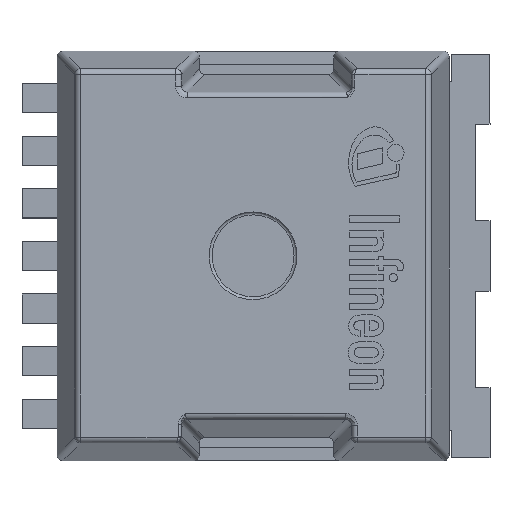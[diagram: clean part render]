
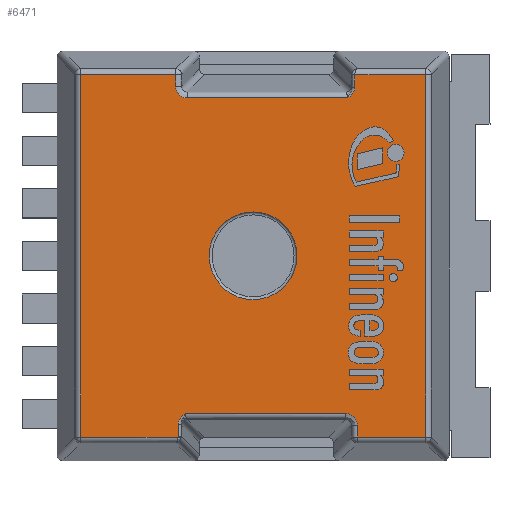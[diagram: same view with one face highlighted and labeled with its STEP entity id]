
A CAD part, top view. The second image highlights one B-rep face of the part: STEP entity #6471.
In plain terms, the highlighted planar face has unit normal (0, 0, 1).
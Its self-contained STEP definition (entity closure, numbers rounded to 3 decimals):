
#36=B_SPLINE_CURVE_WITH_KNOTS('',3,(#10327,#10328,#10329,#10330,#10331,
#10332,#10333,#10334),.UNSPECIFIED.,.F.,.F.,(4,2,1,1,4),(-0.001,
0.,0.093,0.14,0.233),
 .UNSPECIFIED.);
#37=B_SPLINE_CURVE_WITH_KNOTS('',3,(#10352,#10353,#10354,#10355,#10356,
#10357,#10358,#10359),.UNSPECIFIED.,.F.,.F.,(4,2,1,1,4),(-0.001,
0.,0.093,0.14,0.233),
 .UNSPECIFIED.);
#62=ELLIPSE('',#6883,0.052,0.05);
#63=ELLIPSE('',#6888,0.206,0.2);
#64=ELLIPSE('',#6889,0.052,0.05);
#65=ELLIPSE('',#6890,0.206,0.2);
#103=FACE_BOUND('',#919,.T.);
#114=CIRCLE('',#6877,0.75);
#522=FACE_OUTER_BOUND('',#918,.T.);
#918=EDGE_LOOP('',(#4947,#4948,#4949,#4950,#4951,#4952,#4953,#4954,#4955,
#4956,#4957,#4958,#4959,#4960,#4961,#4962,#4963,#4964));
#919=EDGE_LOOP('',(#4965));
#1517=LINE('',#10319,#2268);
#1519=LINE('',#10325,#2270);
#1520=LINE('',#10336,#2271);
#1521=LINE('',#10340,#2272);
#1522=LINE('',#10342,#2273);
#1523=LINE('',#10344,#2274);
#1524=LINE('',#10346,#2275);
#1525=LINE('',#10350,#2276);
#1526=LINE('',#10361,#2277);
#1527=LINE('',#10365,#2278);
#1528=LINE('',#10367,#2279);
#1529=LINE('',#10368,#2280);
#2268=VECTOR('',#7912,1.);
#2270=VECTOR('',#7918,1.);
#2271=VECTOR('',#7919,1.);
#2272=VECTOR('',#7922,1.);
#2273=VECTOR('',#7923,1.);
#2274=VECTOR('',#7924,1.);
#2275=VECTOR('',#7925,1.);
#2276=VECTOR('',#7928,1.);
#2277=VECTOR('',#7929,1.);
#2278=VECTOR('',#7932,1.);
#2279=VECTOR('',#7933,1.);
#2280=VECTOR('',#7934,1.);
#2953=VERTEX_POINT('',#10258);
#2955=VERTEX_POINT('',#10287);
#2958=VERTEX_POINT('',#10313);
#2959=VERTEX_POINT('',#10318);
#2961=VERTEX_POINT('',#10324);
#2962=VERTEX_POINT('',#10326);
#2963=VERTEX_POINT('',#10335);
#2964=VERTEX_POINT('',#10337);
#2965=VERTEX_POINT('',#10339);
#2966=VERTEX_POINT('',#10341);
#2967=VERTEX_POINT('',#10343);
#2968=VERTEX_POINT('',#10345);
#2969=VERTEX_POINT('',#10347);
#2970=VERTEX_POINT('',#10349);
#2971=VERTEX_POINT('',#10351);
#2972=VERTEX_POINT('',#10360);
#2973=VERTEX_POINT('',#10362);
#2974=VERTEX_POINT('',#10364);
#2975=VERTEX_POINT('',#10366);
#3663=EDGE_CURVE('',#2953,#2953,#114,.T.);
#3668=EDGE_CURVE('',#2958,#2955,#62,.T.);
#3670=EDGE_CURVE('',#2955,#2959,#1517,.T.);
#3673=EDGE_CURVE('',#2961,#2958,#1519,.T.);
#3674=EDGE_CURVE('',#2962,#2961,#36,.T.);
#3675=EDGE_CURVE('',#2963,#2962,#1520,.T.);
#3676=EDGE_CURVE('',#2964,#2963,#63,.T.);
#3677=EDGE_CURVE('',#2965,#2964,#1521,.T.);
#3678=EDGE_CURVE('',#2966,#2965,#1522,.T.);
#3679=EDGE_CURVE('',#2967,#2966,#1523,.T.);
#3680=EDGE_CURVE('',#2968,#2967,#1524,.T.);
#3681=EDGE_CURVE('',#2969,#2968,#64,.T.);
#3682=EDGE_CURVE('',#2970,#2969,#1525,.T.);
#3683=EDGE_CURVE('',#2971,#2970,#37,.T.);
#3684=EDGE_CURVE('',#2972,#2971,#1526,.T.);
#3685=EDGE_CURVE('',#2973,#2972,#65,.T.);
#3686=EDGE_CURVE('',#2974,#2973,#1527,.T.);
#3687=EDGE_CURVE('',#2975,#2974,#1528,.T.);
#3688=EDGE_CURVE('',#2959,#2975,#1529,.T.);
#4947=ORIENTED_EDGE('',*,*,#3668,.F.);
#4948=ORIENTED_EDGE('',*,*,#3673,.F.);
#4949=ORIENTED_EDGE('',*,*,#3674,.F.);
#4950=ORIENTED_EDGE('',*,*,#3675,.F.);
#4951=ORIENTED_EDGE('',*,*,#3676,.F.);
#4952=ORIENTED_EDGE('',*,*,#3677,.F.);
#4953=ORIENTED_EDGE('',*,*,#3678,.F.);
#4954=ORIENTED_EDGE('',*,*,#3679,.F.);
#4955=ORIENTED_EDGE('',*,*,#3680,.F.);
#4956=ORIENTED_EDGE('',*,*,#3681,.F.);
#4957=ORIENTED_EDGE('',*,*,#3682,.F.);
#4958=ORIENTED_EDGE('',*,*,#3683,.F.);
#4959=ORIENTED_EDGE('',*,*,#3684,.F.);
#4960=ORIENTED_EDGE('',*,*,#3685,.F.);
#4961=ORIENTED_EDGE('',*,*,#3686,.F.);
#4962=ORIENTED_EDGE('',*,*,#3687,.F.);
#4963=ORIENTED_EDGE('',*,*,#3688,.F.);
#4964=ORIENTED_EDGE('',*,*,#3670,.F.);
#4965=ORIENTED_EDGE('',*,*,#3663,.T.);
#6172=PLANE('',#6887);
#6471=ADVANCED_FACE('',(#522,#103),#6172,.T.);
#6877=AXIS2_PLACEMENT_3D('',#10259,#7894,#7895);
#6883=AXIS2_PLACEMENT_3D('',#10315,#7906,#7907);
#6887=AXIS2_PLACEMENT_3D('',#10323,#7916,#7917);
#6888=AXIS2_PLACEMENT_3D('',#10338,#7920,#7921);
#6889=AXIS2_PLACEMENT_3D('',#10348,#7926,#7927);
#6890=AXIS2_PLACEMENT_3D('',#10363,#7930,#7931);
#7894=DIRECTION('center_axis',(0.,0.,-1.));
#7895=DIRECTION('ref_axis',(-1.,0.,0.));
#7906=DIRECTION('center_axis',(0.,0.,-1.));
#7907=DIRECTION('ref_axis',(-0.707,0.707,0.));
#7912=DIRECTION('',(1.,0.,0.));
#7916=DIRECTION('center_axis',(0.,0.,1.));
#7917=DIRECTION('ref_axis',(1.,0.,0.));
#7918=DIRECTION('',(0.,1.,0.));
#7919=DIRECTION('',(1.,0.,0.));
#7920=DIRECTION('center_axis',(0.,0.,1.));
#7921=DIRECTION('ref_axis',(-0.707,-0.707,0.));
#7922=DIRECTION('',(0.,-1.,0.));
#7923=DIRECTION('',(1.,0.,0.));
#7924=DIRECTION('',(0.,1.,0.));
#7925=DIRECTION('',(-1.,0.,0.));
#7926=DIRECTION('center_axis',(0.,0.,-1.));
#7927=DIRECTION('ref_axis',(-0.707,0.707,0.));
#7928=DIRECTION('',(0.,-1.,0.));
#7929=DIRECTION('',(-1.,0.,0.));
#7930=DIRECTION('center_axis',(0.,0.,1.));
#7931=DIRECTION('ref_axis',(0.707,0.707,0.));
#7932=DIRECTION('',(0.,1.,0.));
#7933=DIRECTION('',(-1.,0.,0.));
#7934=DIRECTION('',(0.,-1.,0.));
#10258=CARTESIAN_POINT('',(0.7,0.,2.3));
#10259=CARTESIAN_POINT('Origin',(-0.05,0.,2.3));
#10287=CARTESIAN_POINT('',(1.69,3.099,2.3));
#10313=CARTESIAN_POINT('',(1.689,3.091,2.3));
#10315=CARTESIAN_POINT('Origin',(1.74,3.09,2.3));
#10318=CARTESIAN_POINT('',(2.899,3.099,2.3));
#10319=CARTESIAN_POINT('',(-1.725,3.099,2.3));
#10323=CARTESIAN_POINT('Origin',(-0.05,0.,2.3));
#10324=CARTESIAN_POINT('',(1.689,2.884,2.3));
#10325=CARTESIAN_POINT('',(1.689,1.75,2.3));
#10326=CARTESIAN_POINT('',(1.563,2.699,2.3));
#10327=CARTESIAN_POINT('Ctrl Pts',(1.563,2.699,2.3));
#10328=CARTESIAN_POINT('Ctrl Pts',(1.564,2.699,2.3));
#10329=CARTESIAN_POINT('Ctrl Pts',(1.564,2.699,2.3));
#10330=CARTESIAN_POINT('Ctrl Pts',(1.591,2.715,2.3));
#10331=CARTESIAN_POINT('Ctrl Pts',(1.63,2.743,2.3));
#10332=CARTESIAN_POINT('Ctrl Pts',(1.676,2.806,2.3));
#10333=CARTESIAN_POINT('Ctrl Pts',(1.689,2.853,2.3));
#10334=CARTESIAN_POINT('Ctrl Pts',(1.689,2.884,2.3));
#10335=CARTESIAN_POINT('',(-1.174,2.699,2.3));
#10336=CARTESIAN_POINT('',(0.64,2.699,2.3));
#10337=CARTESIAN_POINT('',(-1.371,2.896,2.3));
#10338=CARTESIAN_POINT('Origin',(-1.168,2.902,2.3));
#10339=CARTESIAN_POINT('',(-1.371,3.099,2.3));
#10340=CARTESIAN_POINT('',(-1.371,1.55,2.3));
#10341=CARTESIAN_POINT('',(-2.999,3.099,2.3));
#10342=CARTESIAN_POINT('',(-1.725,3.099,2.3));
#10343=CARTESIAN_POINT('',(-2.999,-3.099,2.3));
#10344=CARTESIAN_POINT('',(-2.999,-1.75,2.3));
#10345=CARTESIAN_POINT('',(-1.33,-3.099,2.3));
#10346=CARTESIAN_POINT('',(1.625,-3.099,2.3));
#10347=CARTESIAN_POINT('',(-1.329,-3.091,2.3));
#10348=CARTESIAN_POINT('Origin',(-1.38,-3.09,2.3));
#10349=CARTESIAN_POINT('',(-1.329,-2.884,2.3));
#10350=CARTESIAN_POINT('',(-1.329,-1.75,2.3));
#10351=CARTESIAN_POINT('',(-1.203,-2.699,2.3));
#10352=CARTESIAN_POINT('Ctrl Pts',(-1.203,-2.699,2.3));
#10353=CARTESIAN_POINT('Ctrl Pts',(-1.204,-2.699,
2.3));
#10354=CARTESIAN_POINT('Ctrl Pts',(-1.204,-2.699,
2.3));
#10355=CARTESIAN_POINT('Ctrl Pts',(-1.231,-2.715,
2.3));
#10356=CARTESIAN_POINT('Ctrl Pts',(-1.27,-2.743,
2.3));
#10357=CARTESIAN_POINT('Ctrl Pts',(-1.316,-2.806,
2.3));
#10358=CARTESIAN_POINT('Ctrl Pts',(-1.329,-2.853,
2.3));
#10359=CARTESIAN_POINT('Ctrl Pts',(-1.329,-2.884,2.3));
#10360=CARTESIAN_POINT('',(1.534,-2.699,2.3));
#10361=CARTESIAN_POINT('',(-0.51,-2.699,2.3));
#10362=CARTESIAN_POINT('',(1.731,-2.896,2.3));
#10363=CARTESIAN_POINT('Origin',(1.528,-2.902,2.3));
#10364=CARTESIAN_POINT('',(1.731,-3.099,2.3));
#10365=CARTESIAN_POINT('',(1.731,-1.55,2.3));
#10366=CARTESIAN_POINT('',(2.899,-3.099,2.3));
#10367=CARTESIAN_POINT('',(1.625,-3.099,2.3));
#10368=CARTESIAN_POINT('',(2.899,1.75,2.3));
